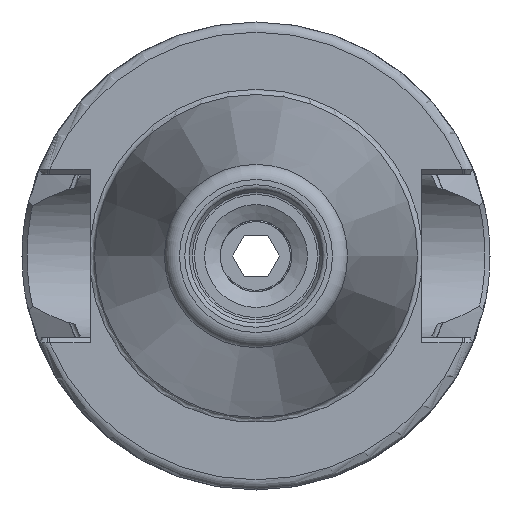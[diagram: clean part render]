
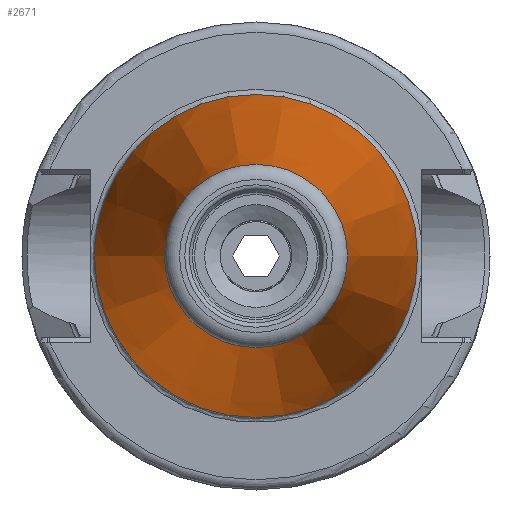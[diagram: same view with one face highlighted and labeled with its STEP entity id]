
A CAD part, left-side view. The second image highlights one B-rep face of the part: STEP entity #2671.
In plain terms, the highlighted conical face has half-angle 8.297 degrees and reference radius 12.439 mm.
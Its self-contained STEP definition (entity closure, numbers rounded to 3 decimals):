
#31=CONICAL_SURFACE('',#2908,12.439,0.145);
#266=FACE_OUTER_BOUND('',#432,.T.);
#432=EDGE_LOOP('',(#2396,#2397,#2398,#2399,#2400));
#524=CIRCLE('',#2905,9.004);
#525=CIRCLE('',#2906,9.004);
#527=CIRCLE('',#2909,15.875);
#839=LINE('',#8573,#979);
#979=VECTOR('',#3497,12.439);
#1237=VERTEX_POINT('',#8565);
#1238=VERTEX_POINT('',#8566);
#1239=VERTEX_POINT('',#8571);
#1629=EDGE_CURVE('',#1237,#1238,#524,.T.);
#1630=EDGE_CURVE('',#1238,#1237,#525,.T.);
#1632=EDGE_CURVE('',#1239,#1239,#527,.T.);
#1633=EDGE_CURVE('',#1239,#1237,#839,.T.);
#2396=ORIENTED_EDGE('',*,*,#1632,.F.);
#2397=ORIENTED_EDGE('',*,*,#1633,.T.);
#2398=ORIENTED_EDGE('',*,*,#1629,.T.);
#2399=ORIENTED_EDGE('',*,*,#1630,.T.);
#2400=ORIENTED_EDGE('',*,*,#1633,.F.);
#2671=ADVANCED_FACE('',(#266),#31,.T.);
#2905=AXIS2_PLACEMENT_3D('',#8567,#3487,#3488);
#2906=AXIS2_PLACEMENT_3D('',#8568,#3489,#3490);
#2908=AXIS2_PLACEMENT_3D('',#8570,#3493,#3494);
#2909=AXIS2_PLACEMENT_3D('',#8572,#3495,#3496);
#3487=DIRECTION('center_axis',(1.,0.,0.));
#3488=DIRECTION('ref_axis',(0.,0.,-1.));
#3489=DIRECTION('center_axis',(1.,0.,0.));
#3490=DIRECTION('ref_axis',(0.,0.,-1.));
#3493=DIRECTION('center_axis',(1.,0.,0.));
#3494=DIRECTION('ref_axis',(0.,1.,0.));
#3495=DIRECTION('center_axis',(1.,0.,0.));
#3496=DIRECTION('ref_axis',(0.,0.,-1.));
#3497=DIRECTION('',(-0.99,0.144,0.));
#8565=CARTESIAN_POINT('',(-47.116,-9.004,0.));
#8566=CARTESIAN_POINT('',(-47.116,0.,9.004));
#8567=CARTESIAN_POINT('Origin',(-47.116,0.,
0.));
#8568=CARTESIAN_POINT('Origin',(-47.116,0.,
0.));
#8570=CARTESIAN_POINT('Origin',(-23.558,0.,
0.));
#8571=CARTESIAN_POINT('',(0.,-15.875,0.));
#8572=CARTESIAN_POINT('Origin',(0.,0.,
0.));
#8573=CARTESIAN_POINT('',(-23.558,-12.439,0.));
